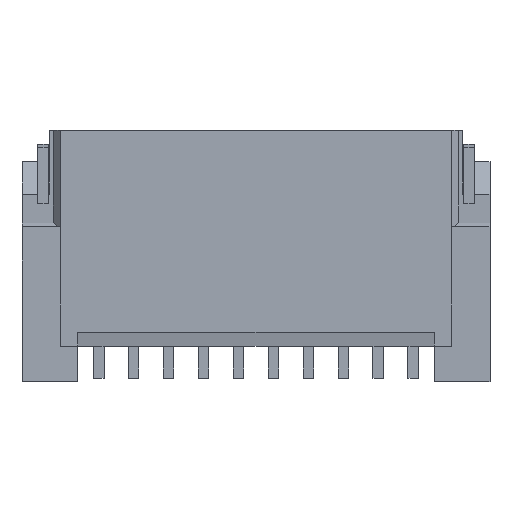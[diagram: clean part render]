
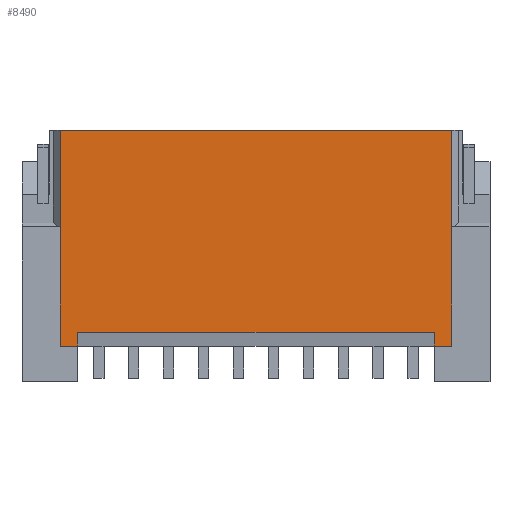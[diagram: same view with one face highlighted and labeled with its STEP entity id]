
A CAD part, front view. The second image highlights one B-rep face of the part: STEP entity #8490.
In plain terms, the highlighted planar face has unit normal (0, -1, 0).
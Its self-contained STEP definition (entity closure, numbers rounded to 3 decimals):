
#640=DIRECTION('',(1.,0.,0.));
#641=VECTOR('',#640,0.25);
#642=CARTESIAN_POINT('',(-2.8,0.,-3.09));
#643=LINE('',#642,#641);
#648=DIRECTION('',(1.,0.,0.));
#649=VECTOR('',#648,0.25);
#650=CARTESIAN_POINT('',(2.55,0.,-3.09));
#651=LINE('',#650,#649);
#792=DIRECTION('',(0.,0.,1.));
#793=VECTOR('',#792,0.2);
#794=CARTESIAN_POINT('',(-2.55,0.,-3.09));
#795=LINE('',#794,#793);
#796=DIRECTION('',(0.,0.,1.));
#797=VECTOR('',#796,1.708);
#798=CARTESIAN_POINT('',(-2.8,0.,-3.09));
#799=LINE('',#798,#797);
#800=DIRECTION('',(0.,0.,-1.));
#801=VECTOR('',#800,1.382);
#802=CARTESIAN_POINT('',(-2.8,0.,0.));
#803=LINE('',#802,#801);
#804=DIRECTION('',(1.,0.,0.));
#805=VECTOR('',#804,5.6);
#806=CARTESIAN_POINT('',(-2.8,0.,0.));
#807=LINE('',#806,#805);
#808=DIRECTION('',(0.,0.,-1.));
#809=VECTOR('',#808,1.382);
#810=CARTESIAN_POINT('',(2.8,0.,0.));
#811=LINE('',#810,#809);
#812=DIRECTION('',(0.,0.,1.));
#813=VECTOR('',#812,1.708);
#814=CARTESIAN_POINT('',(2.8,0.,-3.09));
#815=LINE('',#814,#813);
#816=DIRECTION('',(0.,0.,1.));
#817=VECTOR('',#816,0.2);
#818=CARTESIAN_POINT('',(2.55,0.,-3.09));
#819=LINE('',#818,#817);
#820=DIRECTION('',(1.,0.,0.));
#821=VECTOR('',#820,5.1);
#822=CARTESIAN_POINT('',(-2.55,0.,-2.89));
#823=LINE('',#822,#821);
#5801=CARTESIAN_POINT('',(2.8,0.,0.));
#5802=VERTEX_POINT('',#5801);
#5803=CARTESIAN_POINT('',(-2.8,0.,0.));
#5805=VERTEX_POINT('',#5803);
#5893=CARTESIAN_POINT('',(2.8,0.,-3.09));
#5894=CARTESIAN_POINT('',(2.8,0.,-1.382));
#5895=VERTEX_POINT('',#5893);
#5896=VERTEX_POINT('',#5894);
#5897=CARTESIAN_POINT('',(-2.8,0.,-1.382));
#5898=VERTEX_POINT('',#5897);
#6169=CARTESIAN_POINT('',(-2.8,0.,-3.09));
#6170=VERTEX_POINT('',#6169);
#6175=CARTESIAN_POINT('',(-2.55,0.,-3.09));
#6176=CARTESIAN_POINT('',(-2.55,0.,-2.89));
#6177=VERTEX_POINT('',#6175);
#6178=VERTEX_POINT('',#6176);
#6179=CARTESIAN_POINT('',(2.55,0.,-3.09));
#6180=CARTESIAN_POINT('',(2.55,0.,-2.89));
#6181=VERTEX_POINT('',#6179);
#6182=VERTEX_POINT('',#6180);
#8466=CARTESIAN_POINT('',(-3.35,0.,0.));
#8467=DIRECTION('',(0.,-1.,0.));
#8468=DIRECTION('',(0.,0.,-1.));
#8469=AXIS2_PLACEMENT_3D('',#8466,#8467,#8468);
#8470=PLANE('',#8469);
#8471=ORIENTED_EDGE('',*,*,#8452,.F.);
#8472=ORIENTED_EDGE('',*,*,#8329,.F.);
#8474=ORIENTED_EDGE('',*,*,#8473,.T.);
#8476=ORIENTED_EDGE('',*,*,#8475,.F.);
#8478=ORIENTED_EDGE('',*,*,#8477,.T.);
#8480=ORIENTED_EDGE('',*,*,#8479,.T.);
#8482=ORIENTED_EDGE('',*,*,#8481,.F.);
#8483=ORIENTED_EDGE('',*,*,#8341,.F.);
#8485=ORIENTED_EDGE('',*,*,#8484,.T.);
#8487=ORIENTED_EDGE('',*,*,#8486,.F.);
#8488=EDGE_LOOP('',(#8471,#8472,#8474,#8476,#8478,#8480,#8482,#8483,#8485,
#8487));
#8489=FACE_OUTER_BOUND('',#8488,.F.);
#8490=ADVANCED_FACE('',(#8489),#8470,.T.);
#8329=EDGE_CURVE('',#6170,#6177,#643,.T.);
#8341=EDGE_CURVE('',#6181,#5895,#651,.T.);
#8452=EDGE_CURVE('',#6177,#6178,#795,.T.);
#8473=EDGE_CURVE('',#6170,#5898,#799,.T.);
#8475=EDGE_CURVE('',#5805,#5898,#803,.T.);
#8477=EDGE_CURVE('',#5805,#5802,#807,.T.);
#8479=EDGE_CURVE('',#5802,#5896,#811,.T.);
#8481=EDGE_CURVE('',#5895,#5896,#815,.T.);
#8484=EDGE_CURVE('',#6181,#6182,#819,.T.);
#8486=EDGE_CURVE('',#6178,#6182,#823,.T.);
